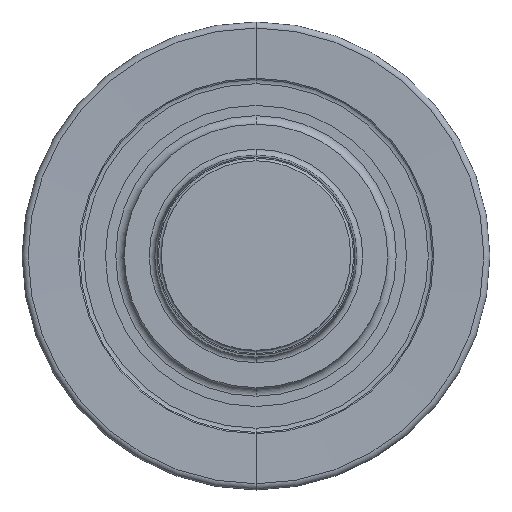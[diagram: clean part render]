
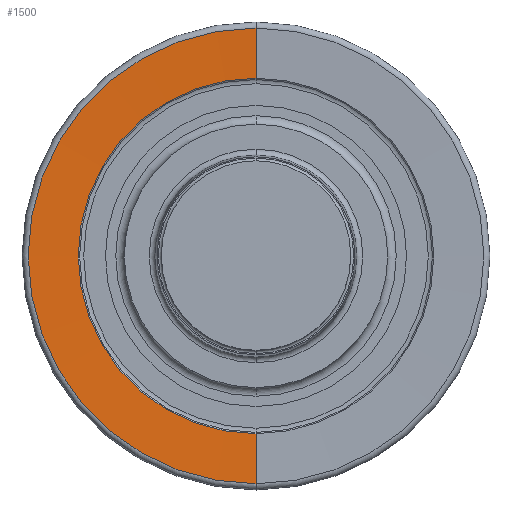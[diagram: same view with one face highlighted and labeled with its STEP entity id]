
A CAD part, top view. The second image highlights one B-rep face of the part: STEP entity #1500.
In plain terms, the highlighted conical face has half-angle 88.532 degrees and reference radius 6.804 mm.
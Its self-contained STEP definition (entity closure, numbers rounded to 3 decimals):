
#1168=CARTESIAN_POINT('',(0.,0.,0.295));
#1169=DIRECTION('',(0.,0.,-1.));
#1170=DIRECTION('',(0.,1.,0.));
#1171=AXIS2_PLACEMENT_3D('',#1168,#1169,#1170);
#1176=DIRECTION('',(0.,1.,-0.026));
#1177=VECTOR('',#1176,1.681);
#1178=CARTESIAN_POINT('',(0.,5.964,0.295));
#1179=LINE('',#1178,#1177);
#1183=DIRECTION('',(0.,-1.,-0.026));
#1184=VECTOR('',#1183,1.681);
#1185=CARTESIAN_POINT('',(0.,-5.964,0.295));
#1186=LINE('',#1185,#1184);
#1222=CARTESIAN_POINT('',(0.,0.,0.252));
#1223=DIRECTION('',(0.,0.,-1.));
#1224=DIRECTION('',(0.,1.,0.));
#1225=AXIS2_PLACEMENT_3D('',#1222,#1223,#1224);
#1274=CARTESIAN_POINT('',(0.,5.964,0.295));
#1275=VERTEX_POINT('',#1274);
#1276=CARTESIAN_POINT('',(0.,7.645,0.252));
#1277=VERTEX_POINT('',#1276);
#1294=CARTESIAN_POINT('',(0.,-5.964,0.295));
#1295=VERTEX_POINT('',#1294);
#1296=CARTESIAN_POINT('',(0.,-7.645,0.252));
#1297=VERTEX_POINT('',#1296);
#1486=CARTESIAN_POINT('',(0.,0.,0.274));
#1487=DIRECTION('',(0.,0.,-1.));
#1488=DIRECTION('',(0.,-1.,0.));
#1489=AXIS2_PLACEMENT_3D('',#1486,#1487,#1488);
#1490=CONICAL_SURFACE('',#1489,6.804,88.532);
#1492=ORIENTED_EDGE('',*,*,#1491,.F.);
#1493=ORIENTED_EDGE('',*,*,#1481,.T.);
#1495=ORIENTED_EDGE('',*,*,#1494,.T.);
#1497=ORIENTED_EDGE('',*,*,#1496,.F.);
#1498=EDGE_LOOP('',(#1492,#1493,#1495,#1497));
#1499=FACE_OUTER_BOUND('',#1498,.F.);
#1500=ADVANCED_FACE('',(#1499),#1490,.F.);
#1172=CIRCLE('',#1171,5.964);
#1226=CIRCLE('',#1225,7.645);
#1481=EDGE_CURVE('',#1275,#1295,#1172,.T.);
#1491=EDGE_CURVE('',#1275,#1277,#1179,.T.);
#1494=EDGE_CURVE('',#1295,#1297,#1186,.T.);
#1496=EDGE_CURVE('',#1277,#1297,#1226,.T.);
